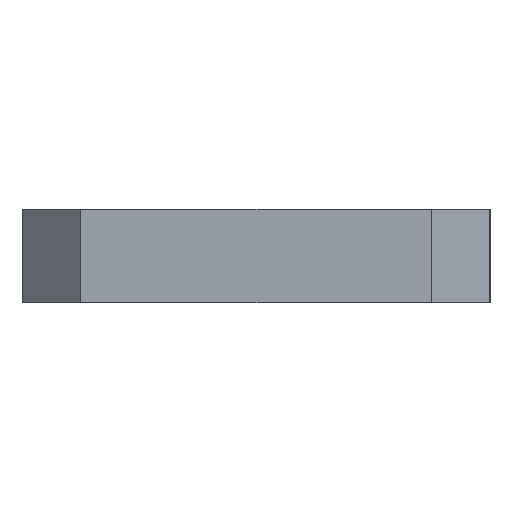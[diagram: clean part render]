
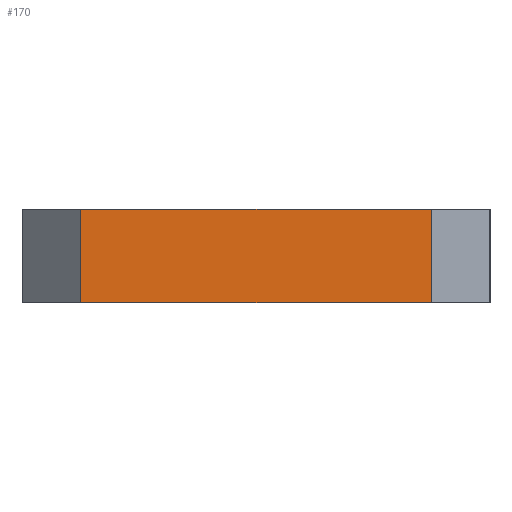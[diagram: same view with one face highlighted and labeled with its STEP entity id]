
A CAD part, left-side view. The second image highlights one B-rep face of the part: STEP entity #170.
In plain terms, the highlighted planar face has unit normal (-1, 0, 0).
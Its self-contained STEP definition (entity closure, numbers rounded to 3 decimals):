
#12 = LINE ( 'NONE', #785, #1057 ) ;
#28 = VECTOR ( 'NONE', #955, 1000. ) ;
#44 = DIRECTION ( 'NONE',  ( 0., 0., 1. ) ) ;
#85 = VECTOR ( 'NONE', #1111, 1000. ) ;
#98 = FACE_OUTER_BOUND ( 'NONE', #635, .T. ) ;
#115 = ORIENTED_EDGE ( 'NONE', *, *, #135, .F. ) ;
#131 = DIRECTION ( 'NONE',  ( 0., 1., 0. ) ) ;
#135 = EDGE_CURVE ( 'NONE', #977, #450, #12, .T. ) ;
#170 = ADVANCED_FACE ( 'NONE', ( #98 ), #998, .T. ) ;
#299 = ORIENTED_EDGE ( 'NONE', *, *, #360, .F. ) ;
#309 = CARTESIAN_POINT ( 'NONE',  ( -135., -20., 8. ) ) ;
#360 = EDGE_CURVE ( 'NONE', #1148, #607, #1097, .T. ) ;
#403 = ORIENTED_EDGE ( 'NONE', *, *, #488, .T. ) ;
#443 = CARTESIAN_POINT ( 'NONE',  ( -135., 15., 0. ) ) ;
#450 = VERTEX_POINT ( 'NONE', #856 ) ;
#488 = EDGE_CURVE ( 'NONE', #1148, #450, #1183, .T. ) ;
#495 = VECTOR ( 'NONE', #131, 1000. ) ;
#508 = LINE ( 'NONE', #309, #495 ) ;
#607 = VERTEX_POINT ( 'NONE', #1225 ) ;
#608 = CARTESIAN_POINT ( 'NONE',  ( -135., -15., 8. ) ) ;
#635 = EDGE_LOOP ( 'NONE', ( #115, #649, #299, #403 ) ) ;
#649 = ORIENTED_EDGE ( 'NONE', *, *, #1078, .T. ) ;
#677 = DIRECTION ( 'NONE',  ( 0., 0., -1. ) ) ;
#695 = DIRECTION ( 'NONE',  ( -1., 0., 0. ) ) ;
#785 = CARTESIAN_POINT ( 'NONE',  ( -135., -15., 0. ) ) ;
#856 = CARTESIAN_POINT ( 'NONE',  ( -135., -15., 0. ) ) ;
#910 = CARTESIAN_POINT ( 'NONE',  ( -135., -20., 0. ) ) ;
#955 = DIRECTION ( 'NONE',  ( 0., -1., 0. ) ) ;
#977 = VERTEX_POINT ( 'NONE', #608 ) ;
#998 = PLANE ( 'NONE',  #1143 ) ;
#1045 = CARTESIAN_POINT ( 'NONE',  ( -135., 0., 0. ) ) ;
#1057 = VECTOR ( 'NONE', #677, 1000. ) ;
#1078 = EDGE_CURVE ( 'NONE', #977, #607, #508, .T. ) ;
#1097 = LINE ( 'NONE', #443, #85 ) ;
#1111 = DIRECTION ( 'NONE',  ( 0., 0., 1. ) ) ;
#1143 = AXIS2_PLACEMENT_3D ( 'NONE', #910, #695, #44 ) ;
#1148 = VERTEX_POINT ( 'NONE', #1182 ) ;
#1182 = CARTESIAN_POINT ( 'NONE',  ( -135., 15., 0. ) ) ;
#1183 = LINE ( 'NONE', #1045, #28 ) ;
#1225 = CARTESIAN_POINT ( 'NONE',  ( -135., 15., 8. ) ) ;
